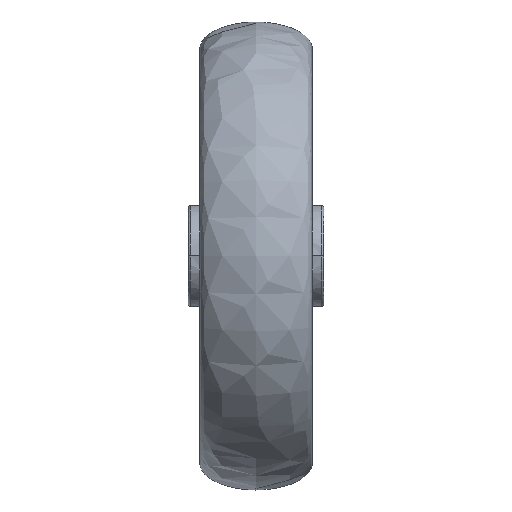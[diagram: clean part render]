
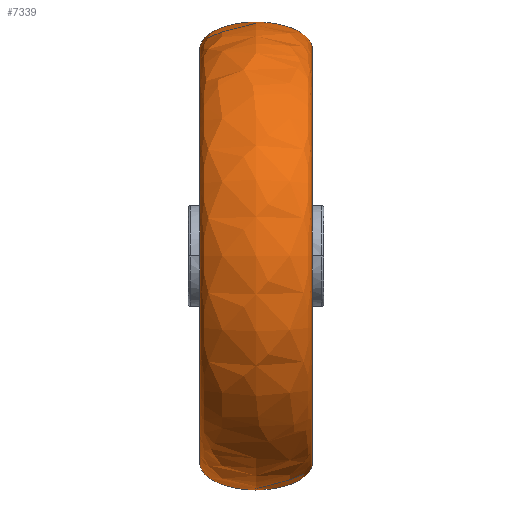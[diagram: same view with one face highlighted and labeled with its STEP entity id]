
A CAD part, top view. The second image highlights one B-rep face of the part: STEP entity #7339.
In plain terms, the highlighted free-form (B-spline) face has degree [3, 3] with [4, 4] control points.
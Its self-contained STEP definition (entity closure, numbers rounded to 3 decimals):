
#76 =( BOUNDED_SURFACE ( )  B_SPLINE_SURFACE ( 3, 3, ( 
 ( #1534, #4436, #974, #5015 ),
 ( #1554, #5601, #2156, #6206 ),
 ( #2723, #6781, #3284, #7345 ),
 ( #3870, #435, #4454, #1004 ) ),
 .UNSPECIFIED., .F., .F., .F. ) 
 B_SPLINE_SURFACE_WITH_KNOTS ( ( 4, 4 ),
 ( 4, 4 ),
 ( 0., 1. ),
 ( 0., 1. ),
 .UNSPECIFIED. ) 
 GEOMETRIC_REPRESENTATION_ITEM ( )  RATIONAL_B_SPLINE_SURFACE ( (
 ( 1., 0.333, 0.333, 1.),
 ( 0.333, 0.111, 0.111, 0.333),
 ( 0.333, 0.111, 0.111, 0.333),
 ( 1., 0.333, 0.333, 1.) ) ) 
 REPRESENTATION_ITEM ( '' )  SURFACE ( )  );
#148 = CIRCLE ( 'NONE', #448, 88.5 ) ;
#201 = CARTESIAN_POINT ( 'NONE',  ( 24., 0., 0. ) ) ;
#251 = CARTESIAN_POINT ( 'NONE',  ( -24., -88.5, 0. ) ) ;
#435 = CARTESIAN_POINT ( 'NONE',  ( -24., -88.5, 177. ) ) ;
#448 = AXIS2_PLACEMENT_3D ( 'NONE', #201, #4218, #763 ) ;
#595 = EDGE_CURVE ( 'NONE', #2283, #4247, #6510, .T. ) ;
#763 = DIRECTION ( 'NONE',  ( 0., 1., 0. ) ) ;
#856 = VERTEX_POINT ( 'NONE', #3448 ) ;
#974 = CARTESIAN_POINT ( 'NONE',  ( 24., 88.5, 177. ) ) ;
#1004 = CARTESIAN_POINT ( 'NONE',  ( -24., 88.5, 0. ) ) ;
#1183 = CARTESIAN_POINT ( 'NONE',  ( 24., 111.5, 0. ) ) ;
#1260 =( BOUNDED_CURVE ( )  B_SPLINE_CURVE ( 3, ( #5219, #1183, #2356, #6421 ),
 .UNSPECIFIED., .F., .F. ) 
 B_SPLINE_CURVE_WITH_KNOTS ( ( 4, 4 ),
 ( 0., 3.142 ),
 .UNSPECIFIED. ) 
 CURVE ( )  GEOMETRIC_REPRESENTATION_ITEM ( )  RATIONAL_B_SPLINE_CURVE ( ( 1., 0.333, 0.333, 1. ) ) 
 REPRESENTATION_ITEM ( '' )  );
#1392 = CARTESIAN_POINT ( 'NONE',  ( -24., -111.5, 0. ) ) ;
#1477 = ORIENTED_EDGE ( 'NONE', *, *, #2054, .T. ) ;
#1534 = CARTESIAN_POINT ( 'NONE',  ( 24., -88.5, 0. ) ) ;
#1554 = CARTESIAN_POINT ( 'NONE',  ( 24., -111.5, 0. ) ) ;
#1689 = CIRCLE ( 'NONE', #5606, 88.5 ) ;
#1961 = CARTESIAN_POINT ( 'NONE',  ( -24., -88.5, 0. ) ) ;
#2011 = CARTESIAN_POINT ( 'NONE',  ( 24., -88.5, 0. ) ) ;
#2028 = DIRECTION ( 'NONE',  ( -1., 0., 0. ) ) ;
#2054 = EDGE_CURVE ( 'NONE', #6226, #856, #1260, .T. ) ;
#2105 = ORIENTED_EDGE ( 'NONE', *, *, #2160, .T. ) ;
#2156 = CARTESIAN_POINT ( 'NONE',  ( 24., 111.5, 223. ) ) ;
#2160 = EDGE_CURVE ( 'NONE', #2283, #6226, #148, .T. ) ;
#2283 = VERTEX_POINT ( 'NONE', #2011 ) ;
#2356 = CARTESIAN_POINT ( 'NONE',  ( -24., 111.5, 0. ) ) ;
#2379 = ORIENTED_EDGE ( 'NONE', *, *, #595, .F. ) ;
#2723 = CARTESIAN_POINT ( 'NONE',  ( -24., -111.5, 0. ) ) ;
#2810 = ORIENTED_EDGE ( 'NONE', *, *, #5215, .F. ) ;
#2876 = CARTESIAN_POINT ( 'NONE',  ( 24., 88.5, 0. ) ) ;
#3108 = CARTESIAN_POINT ( 'NONE',  ( 24., -88.5, 0. ) ) ;
#3284 = CARTESIAN_POINT ( 'NONE',  ( -24., 111.5, 223. ) ) ;
#3448 = CARTESIAN_POINT ( 'NONE',  ( -24., 88.5, 0. ) ) ;
#3870 = CARTESIAN_POINT ( 'NONE',  ( -24., -88.5, 0. ) ) ;
#4028 = FACE_OUTER_BOUND ( 'NONE', #4605, .T. ) ;
#4218 = DIRECTION ( 'NONE',  ( -1., 0., 0. ) ) ;
#4247 = VERTEX_POINT ( 'NONE', #1961 ) ;
#4254 = CARTESIAN_POINT ( 'NONE',  ( 24., -111.5, 0. ) ) ;
#4436 = CARTESIAN_POINT ( 'NONE',  ( 24., -88.5, 177. ) ) ;
#4454 = CARTESIAN_POINT ( 'NONE',  ( -24., 88.5, 177. ) ) ;
#4605 = EDGE_LOOP ( 'NONE', ( #2379, #2105, #1477, #2810 ) ) ;
#5015 = CARTESIAN_POINT ( 'NONE',  ( 24., 88.5, 0. ) ) ;
#5215 = EDGE_CURVE ( 'NONE', #4247, #856, #1689, .T. ) ;
#5219 = CARTESIAN_POINT ( 'NONE',  ( 24., 88.5, 0. ) ) ;
#5457 = CARTESIAN_POINT ( 'NONE',  ( -24., 0., 0. ) ) ;
#5601 = CARTESIAN_POINT ( 'NONE',  ( 24., -111.5, 223. ) ) ;
#5606 = AXIS2_PLACEMENT_3D ( 'NONE', #5457, #2028, #6079 ) ;
#6079 = DIRECTION ( 'NONE',  ( 0., 1., 0. ) ) ;
#6206 = CARTESIAN_POINT ( 'NONE',  ( 24., 111.5, 0. ) ) ;
#6226 = VERTEX_POINT ( 'NONE', #2876 ) ;
#6421 = CARTESIAN_POINT ( 'NONE',  ( -24., 88.5, 0. ) ) ;
#6510 =( BOUNDED_CURVE ( )  B_SPLINE_CURVE ( 3, ( #3108, #4254, #1392, #251 ),
 .UNSPECIFIED., .F., .T. ) 
 B_SPLINE_CURVE_WITH_KNOTS ( ( 4, 4 ),
 ( 0., 3.142 ),
 .UNSPECIFIED. ) 
 CURVE ( )  GEOMETRIC_REPRESENTATION_ITEM ( )  RATIONAL_B_SPLINE_CURVE ( ( 1., 0.333, 0.333, 1. ) ) 
 REPRESENTATION_ITEM ( '' )  );
#6781 = CARTESIAN_POINT ( 'NONE',  ( -24., -111.5, 223. ) ) ;
#7339 = ADVANCED_FACE ( 'NONE', ( #4028 ), #76, .F. ) ;
#7345 = CARTESIAN_POINT ( 'NONE',  ( -24., 111.5, 0. ) ) ;
